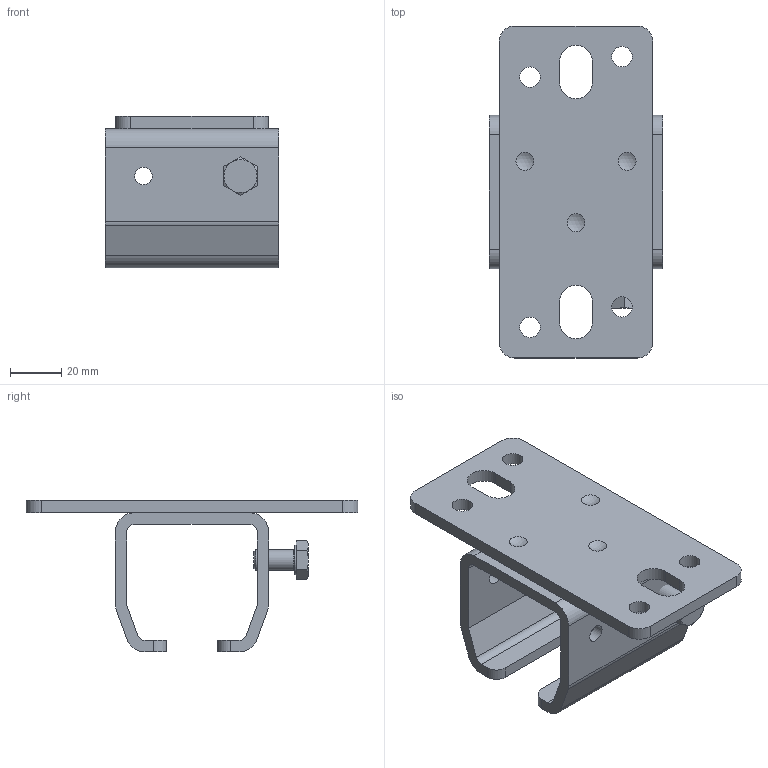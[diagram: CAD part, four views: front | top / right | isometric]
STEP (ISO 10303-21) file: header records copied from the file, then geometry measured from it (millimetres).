
FILE_DESCRIPTION(('STEP AP214'),'1');
FILE_NAME('PMH Takfäste 402.stp','2013-08-07T08:01:42',(' '),(' '),'Spatial InterOp 3D',' ',' ');
FILE_SCHEMA(('automotive_design'));
Length unit declared in the file: millimetre
Products named in the file (4): PMH Profilskena takfaste 402; Part1; Part2; Part3
Assembly tree (3 placements, depth 2):
  PMH Profilskena takfaste 402
    Part1
    Part2
    Part3
Bounding box: 68 x 130 x 59.5 mm (x, y, z)
Volume: 89583.5 mm3; surface area: 44115.2 mm2
Topology: 3 solids, 3 shells, 86 faces, 217 edges, 145 vertices
Faces by surface type: plane 38, cylinder 34, cone 7, sphere 6, torus 1
Full cylindrical faces by diameter (mm): 6.8 x5, 6.9 x1, 8 x5, 11.63 x1
Entity records: 3387 total; most frequent: CARTESIAN_POINT 508, DIRECTION 450, ORIENTED_EDGE 400, EDGE_CURVE 200, AXIS2_PLACEMENT_3D 172, VERTEX_POINT 142, EDGE_LOOP 132, LINE 106
